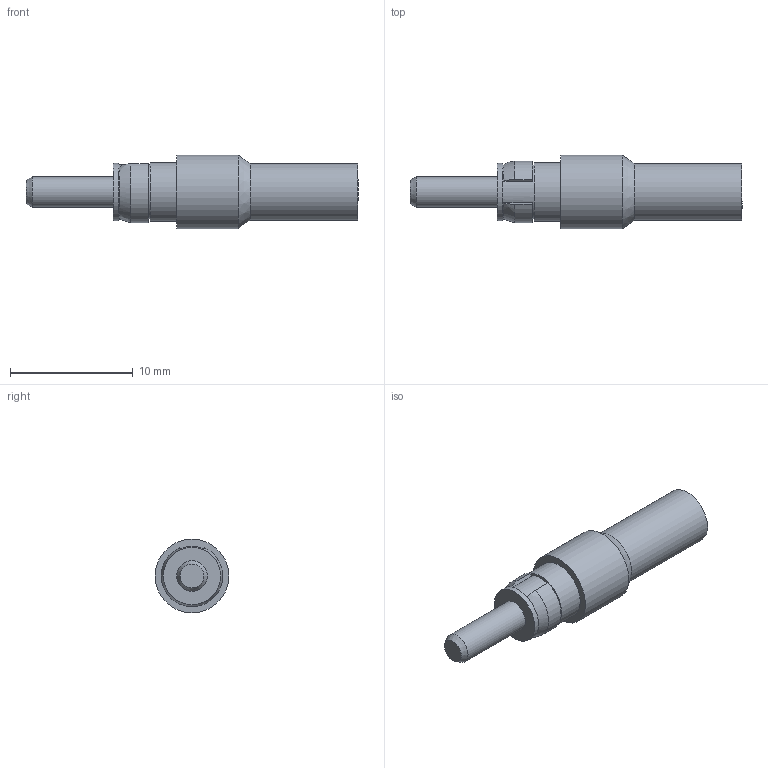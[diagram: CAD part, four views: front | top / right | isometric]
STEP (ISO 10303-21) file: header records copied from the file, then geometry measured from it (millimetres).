
FILE_DESCRIPTION(/* description */ (''),/* implementation_level */ '2;1');
FILE_NAME(/* name */ '100191092ugm000_b.stp',/* time_stamp */ '2017-10-27T14:20:41+02:00',/* author */ (''),/* organization */ (''),/* preprocessor_version */ 'ST-DEVELOPER v16',/* originating_system */ 'SIEMENS PLM Software NX 10.0',/* authorisation */ '');
FILE_SCHEMA (('AUTOMOTIVE_DESIGN { 1 0 10303 214 3 1 1 1 }'));
Length unit declared in the file: millimetre
Products named in the file (1): 100191092ugm000_b
Bounding box: 27 x 6 x 6 mm (x, y, z)
Volume: 354.7 mm3; surface area: 555.4 mm2
Topology: 1 solids, 1 shells, 21 faces, 42 edges, 28 vertices
Faces by surface type: plane 9, cylinder 8, cone 3, bspline 1
Full cylindrical faces by diameter (mm): 2.5 x2, 4.4 x1, 4.6 x1, 4.65 x1, 4.8 x1, 6 x1
Entity records: 553 total; most frequent: CARTESIAN_POINT 112, DIRECTION 90, ORIENTED_EDGE 60, AXIS2_PLACEMENT_3D 42, EDGE_LOOP 35, FACE_BOUND 30, EDGE_CURVE 30, VERTEX_POINT 26
